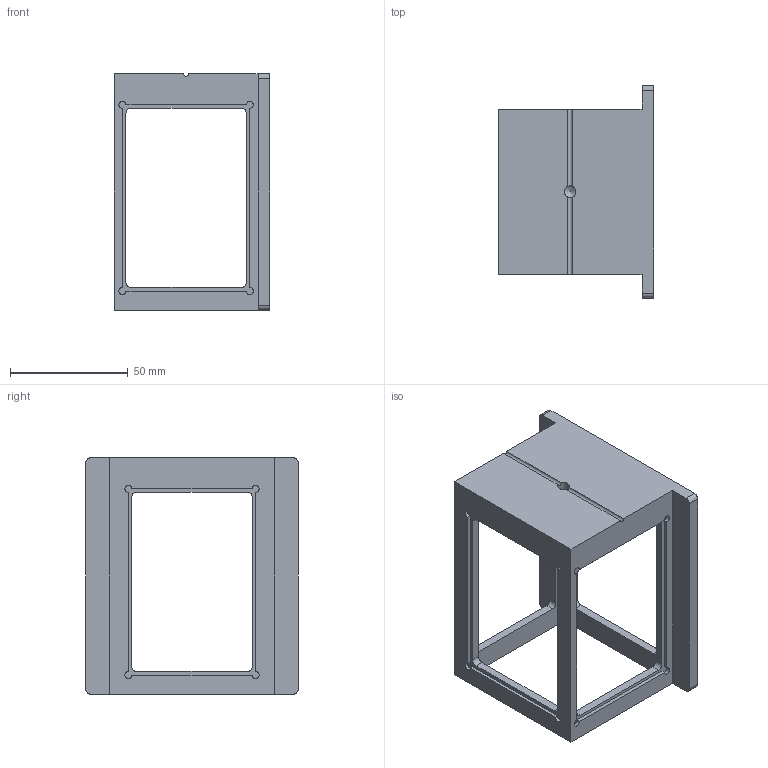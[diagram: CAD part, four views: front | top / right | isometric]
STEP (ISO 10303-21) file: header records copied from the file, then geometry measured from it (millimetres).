
FILE_DESCRIPTION(/* description */ (''),/* implementation_level */ '2;1');
FILE_NAME(/* name */ 'cuvette-w70mm-slide50x75mm-v1.stp',/* time_stamp */ '2025-09-30T13:42:25+02:00',/* author */ ('nvladi'),/* organization */ (''),/* preprocessor_version */ 'ST-DEVELOPER v19',/* originating_system */ 'Autodesk Inventor 2023',/* authorisation */ '');
FILE_SCHEMA (('AUTOMOTIVE_DESIGN { 1 0 10303 214 3 1 1 }'));
Length unit declared in the file: millimetre
Products named in the file (1): cuvette-w70mm-slide50x75mm-v1
Bounding box: 66 x 90 x 100.25 mm (x, y, z)
Volume: 105217 mm3; surface area: 35007.9 mm2
Topology: 1 solids, 1 shells, 88 faces, 291 edges, 240 vertices
Faces by surface type: plane 48, cylinder 39, cone 1
Full cylindrical faces by diameter (mm): 4.978 x1
Entity records: 3211 total; most frequent: CARTESIAN_POINT 635, DIRECTION 542, ORIENTED_EDGE 512, EDGE_CURVE 256, AXIS2_PLACEMENT_3D 183, LINE 176, VECTOR 176, VERTEX_POINT 171
